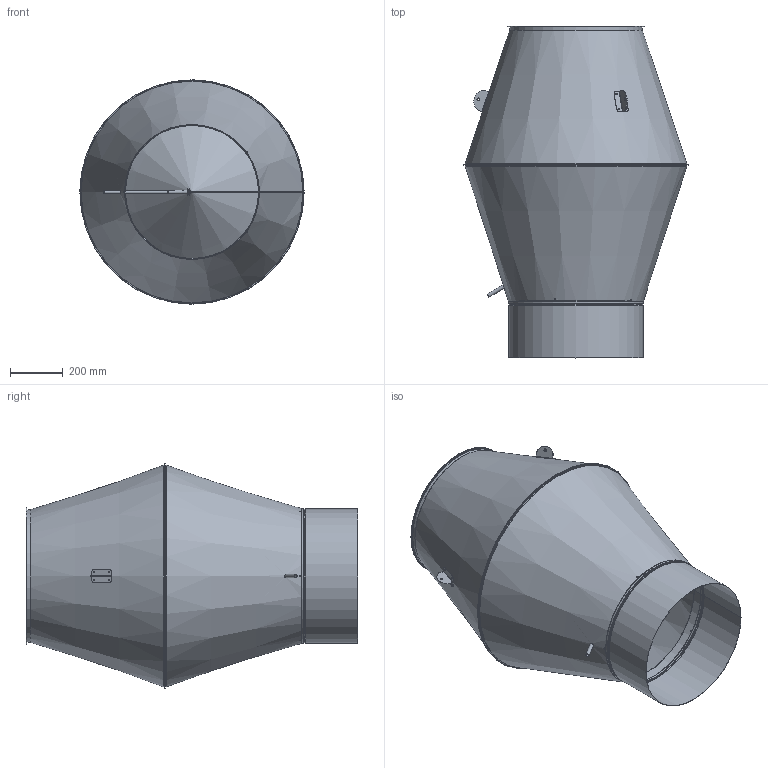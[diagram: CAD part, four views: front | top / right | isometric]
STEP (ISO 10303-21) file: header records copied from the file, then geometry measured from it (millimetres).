
FILE_DESCRIPTION(/* description */ ('Underdel HJHR'),/* implementation_level */ '2;1');
FILE_NAME(/* name */ 'HJHR-08.stp',/* time_stamp */ '2016-05-23T17:26:49+02:00',/* author */ ('CAD'),/* organization */ (''),/* preprocessor_version */ 'ST-DEVELOPER v15.6',/* originating_system */ 'Autodesk Inventor 2015',/* authorisation */ '');
FILE_SCHEMA (('AUTOMOTIVE_DESIGN { 1 0 10303 214 3 1 1 }'));
Length unit declared in the file: millimetre
Products named in the file (11): HJH-AA-17; HJH-AB-14; HJH-AC-08; HJH-AD-08; HML-500; Slang-HJH-500; Slangklämma; BlindnitmutterM6; HNGN-500; HJH-Lyftögla; HJHR-08
Bounding box: 851.3 x 1256 x 851.3 mm (x, y, z)
Volume: 2535599.1 mm3; surface area: 7013793.7 mm2
Topology: 17 solids, 17 shells, 380 faces, 847 edges, 491 vertices
Faces by surface type: plane 191, cylinder 119, cone 34, torus 30, bspline 6
Full cylindrical faces by diameter (mm): 5 x12, 10 x9, 14 x2, 500.5 x1, 501.5 x1, 501.9 x1, 503.418 x1, 504.818 x1, 507.418 x2, 508.818 x2, 509.3 x1, 510 x1, 510.7 x1, 838 x2, 839.4 x2, 840 x1, 848 x1
Entity records: 7855 total; most frequent: CARTESIAN_POINT 1826, DIRECTION 1280, ORIENTED_EDGE 1068, EDGE_CURVE 534, AXIS2_PLACEMENT_3D 509, VERTEX_POINT 308, EDGE_LOOP 274, LINE 262
